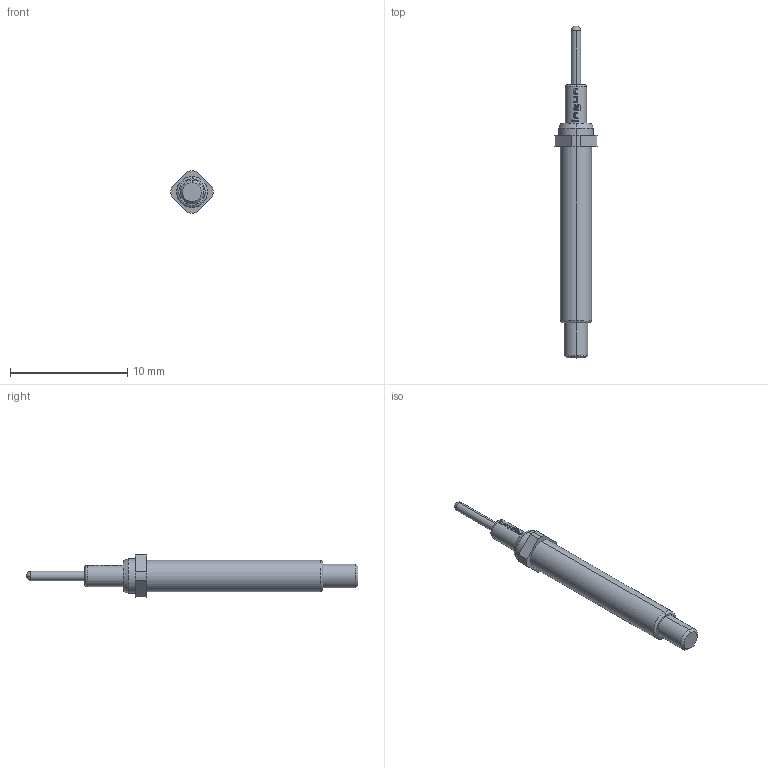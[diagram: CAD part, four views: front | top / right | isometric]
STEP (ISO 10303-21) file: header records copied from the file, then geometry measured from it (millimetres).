
FILE_DESCRIPTION (( 'STEP AP203' ), '1' );
FILE_NAME ('INGUN_GKS-113_305_080_A_xx02_M.STEP', '2022-01-24T08:37:25', ( 'ochi' ), ( '' ), 'SwSTEP 2.0', 'SolidWorks 2018', '' );
FILE_SCHEMA (( 'CONFIG_CONTROL_DESIGN' ));
Length unit declared in the file: millimetre
Products named in the file (1): INGUN_GKS-113_305_080_A_xx02_M
Bounding box: 3.59 x 28.3 x 3.6 mm (x, y, z)
Volume: 118 mm3; surface area: 208.3 mm2
Topology: 1 solids, 1 shells, 116 faces, 319 edges, 209 vertices
Faces by surface type: bspline 62, cylinder 34, plane 10, torus 4, cone 4, sphere 2
Entity records: 4975 total; most frequent: CARTESIAN_POINT 2540, ORIENTED_EDGE 634, EDGE_CURVE 317, DIRECTION 251, B_SPLINE_CURVE_WITH_KNOTS 222, VERTEX_POINT 209, EDGE_LOOP 122, FACE_OUTER_BOUND 116
